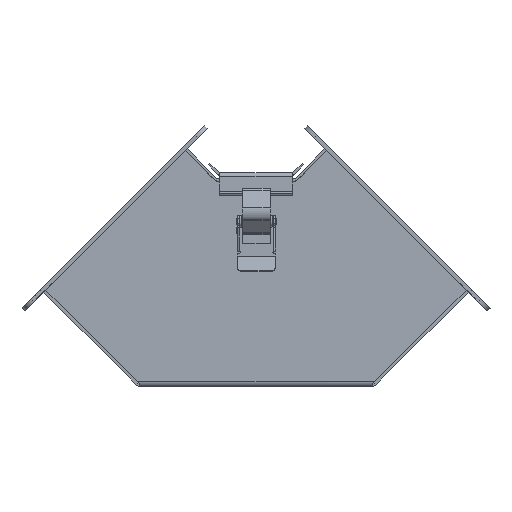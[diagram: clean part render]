
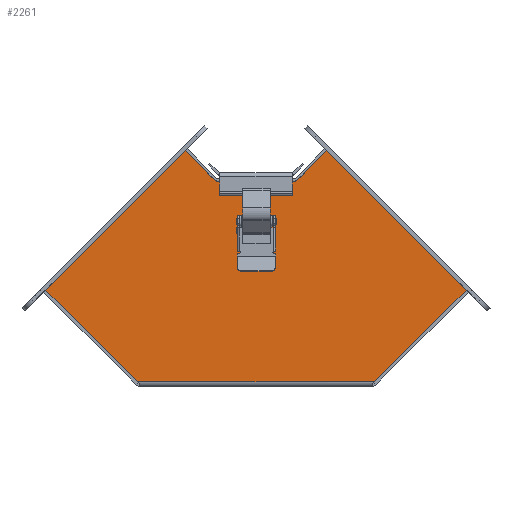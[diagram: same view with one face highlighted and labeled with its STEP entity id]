
A CAD part, front view. The second image highlights one B-rep face of the part: STEP entity #2261.
In plain terms, the highlighted planar face has unit normal (0, -1, 0).
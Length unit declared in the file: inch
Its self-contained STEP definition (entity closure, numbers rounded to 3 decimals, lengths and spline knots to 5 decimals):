
#65 = VECTOR ( 'NONE', #5327, 39.37008 ) ;
#254 = EDGE_CURVE ( 'NONE', #5772, #10287, #331, .T. ) ;
#331 = LINE ( 'NONE', #1289, #1653 ) ;
#423 = CARTESIAN_POINT ( 'NONE',  ( 6.20674, -6., 2.84937 ) ) ;
#554 = DIRECTION ( 'NONE',  ( 0., 0., -1. ) ) ;
#665 = VECTOR ( 'NONE', #1006, 39.37008 ) ;
#720 = CARTESIAN_POINT ( 'NONE',  ( 3.50037, -6., 0.143 ) ) ;
#772 = VECTOR ( 'NONE', #5215, 39.37008 ) ;
#949 = CARTESIAN_POINT ( 'NONE',  ( 6.20674, -6., 2.84937 ) ) ;
#977 = CARTESIAN_POINT ( 'NONE',  ( -6.20674, -6., 2.84937 ) ) ;
#1006 = DIRECTION ( 'NONE',  ( -1., 0., 0. ) ) ;
#1208 = DIRECTION ( 'NONE',  ( 0., -1., 0. ) ) ;
#1289 = CARTESIAN_POINT ( 'NONE',  ( -1.1785, -6., 6.066 ) ) ;
#1300 = VERTEX_POINT ( 'NONE', #10341 ) ;
#1653 = VECTOR ( 'NONE', #9249, 39.37008 ) ;
#1986 = LINE ( 'NONE', #2576, #772 ) ;
#2244 = VERTEX_POINT ( 'NONE', #4275 ) ;
#2261 = ADVANCED_FACE ( 'NONE', ( #8465 ), #6881, .T. ) ;
#2377 = EDGE_CURVE ( 'NONE', #5666, #7396, #5230, .T. ) ;
#2576 = CARTESIAN_POINT ( 'NONE',  ( -7.6875, -6., 6.066 ) ) ;
#3082 = EDGE_CURVE ( 'NONE', #7396, #3654, #8214, .T. ) ;
#3600 = EDGE_CURVE ( 'NONE', #1300, #5772, #1986, .T. ) ;
#3654 = VERTEX_POINT ( 'NONE', #6965 ) ;
#3783 = CARTESIAN_POINT ( 'NONE',  ( 3.50037, -6., 0.143 ) ) ;
#4019 = ORIENTED_EDGE ( 'NONE', *, *, #3082, .T. ) ;
#4174 = DIRECTION ( 'NONE',  ( -0.707, 0., 0.707 ) ) ;
#4193 = CARTESIAN_POINT ( 'NONE',  ( 2.0843, -6., 6.9718 ) ) ;
#4253 = CARTESIAN_POINT ( 'NONE',  ( -3.50037, -6., 0.143 ) ) ;
#4275 = CARTESIAN_POINT ( 'NONE',  ( -6.20674, -6., 2.84937 ) ) ;
#4672 = ORIENTED_EDGE ( 'NONE', *, *, #5090, .T. ) ;
#5040 = LINE ( 'NONE', #7279, #665 ) ;
#5090 = EDGE_CURVE ( 'NONE', #3654, #1300, #9031, .T. ) ;
#5215 = DIRECTION ( 'NONE',  ( -1., 0., 0. ) ) ;
#5230 = LINE ( 'NONE', #3783, #65 ) ;
#5327 = DIRECTION ( 'NONE',  ( 0.707, 0., 0.707 ) ) ;
#5474 = VECTOR ( 'NONE', #7494, 39.37008 ) ;
#5606 = ORIENTED_EDGE ( 'NONE', *, *, #3600, .T. ) ;
#5666 = VERTEX_POINT ( 'NONE', #720 ) ;
#5772 = VERTEX_POINT ( 'NONE', #6661 ) ;
#6186 = CARTESIAN_POINT ( 'NONE',  ( -7.6875, -6., 12.63 ) ) ;
#6412 = EDGE_CURVE ( 'NONE', #10287, #2244, #7522, .T. ) ;
#6564 = EDGE_LOOP ( 'NONE', ( #5606, #8425, #8653, #8891, #7208, #7885, #4019, #4672 ) ) ;
#6661 = CARTESIAN_POINT ( 'NONE',  ( -1.1785, -6., 6.066 ) ) ;
#6881 = PLANE ( 'NONE',  #8233 ) ;
#6965 = CARTESIAN_POINT ( 'NONE',  ( 2.0843, -6., 6.9718 ) ) ;
#7208 = ORIENTED_EDGE ( 'NONE', *, *, #8860, .F. ) ;
#7279 = CARTESIAN_POINT ( 'NONE',  ( -7.6875, -6., 0.143 ) ) ;
#7396 = VERTEX_POINT ( 'NONE', #423 ) ;
#7472 = DIRECTION ( 'NONE',  ( -0.707, 0., -0.707 ) ) ;
#7494 = DIRECTION ( 'NONE',  ( -0.707, 0., -0.707 ) ) ;
#7522 = LINE ( 'NONE', #9109, #8314 ) ;
#7657 = CARTESIAN_POINT ( 'NONE',  ( -2.0843, -6., 6.9718 ) ) ;
#7885 = ORIENTED_EDGE ( 'NONE', *, *, #2377, .T. ) ;
#8214 = LINE ( 'NONE', #949, #9411 ) ;
#8233 = AXIS2_PLACEMENT_3D ( 'NONE', #6186, #1208, #554 ) ;
#8314 = VECTOR ( 'NONE', #7472, 39.37008 ) ;
#8425 = ORIENTED_EDGE ( 'NONE', *, *, #254, .T. ) ;
#8465 = FACE_OUTER_BOUND ( 'NONE', #6564, .T. ) ;
#8653 = ORIENTED_EDGE ( 'NONE', *, *, #6412, .T. ) ;
#8860 = EDGE_CURVE ( 'NONE', #5666, #10305, #5040, .T. ) ;
#8891 = ORIENTED_EDGE ( 'NONE', *, *, #10199, .T. ) ;
#8989 = LINE ( 'NONE', #977, #9386 ) ;
#9031 = LINE ( 'NONE', #4193, #5474 ) ;
#9039 = DIRECTION ( 'NONE',  ( 0.707, 0., -0.707 ) ) ;
#9109 = CARTESIAN_POINT ( 'NONE',  ( -2.0843, -6., 6.9718 ) ) ;
#9249 = DIRECTION ( 'NONE',  ( -0.707, 0., 0.707 ) ) ;
#9386 = VECTOR ( 'NONE', #9039, 39.37008 ) ;
#9411 = VECTOR ( 'NONE', #4174, 39.37008 ) ;
#10199 = EDGE_CURVE ( 'NONE', #2244, #10305, #8989, .T. ) ;
#10287 = VERTEX_POINT ( 'NONE', #7657 ) ;
#10305 = VERTEX_POINT ( 'NONE', #4253 ) ;
#10341 = CARTESIAN_POINT ( 'NONE',  ( 1.1785, -6., 6.066 ) ) ;
